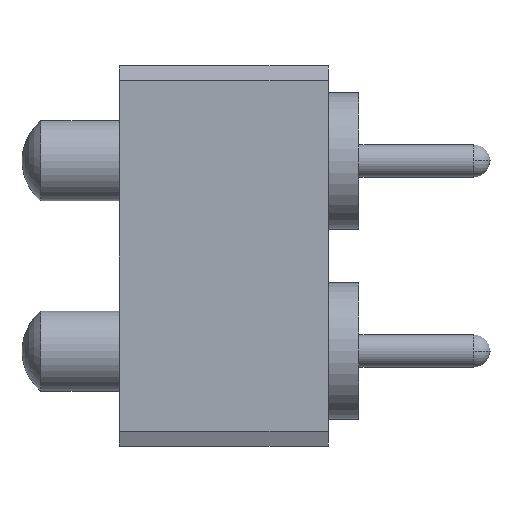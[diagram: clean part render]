
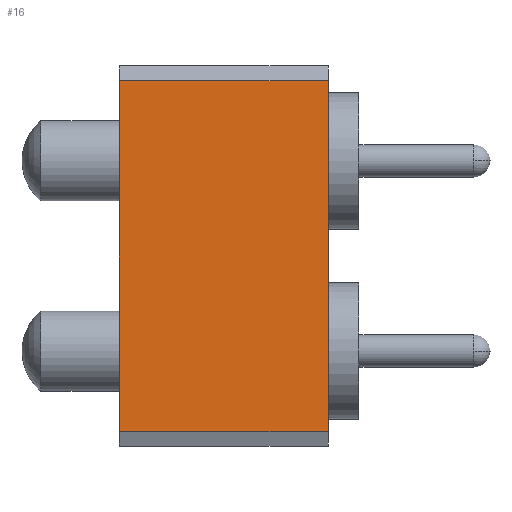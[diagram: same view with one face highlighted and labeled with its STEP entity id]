
A CAD part, left-side view. The second image highlights one B-rep face of the part: STEP entity #16.
In plain terms, the highlighted planar face has unit normal (-1, 0, 0).
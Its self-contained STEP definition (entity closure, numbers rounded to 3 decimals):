
#16 = ADVANCED_FACE ( 'NONE', ( #582 ), #1840, .F. ) ;
#137 = ORIENTED_EDGE ( 'NONE', *, *, #279, .T. ) ;
#161 = CARTESIAN_POINT ( 'NONE',  ( -3.81, 1.395, 2.34 ) ) ;
#199 = VERTEX_POINT ( 'NONE', #161 ) ;
#279 = EDGE_CURVE ( 'NONE', #445, #1126, #465, .T. ) ;
#289 = EDGE_LOOP ( 'NONE', ( #1391, #430, #137, #1905 ) ) ;
#371 = CARTESIAN_POINT ( 'NONE',  ( -3.81, 1.395, 2.54 ) ) ;
#379 = DIRECTION ( 'NONE',  ( 0., 1., 0. ) ) ;
#430 = ORIENTED_EDGE ( 'NONE', *, *, #1812, .F. ) ;
#441 = CARTESIAN_POINT ( 'NONE',  ( -3.81, 1.395, 2.54 ) ) ;
#445 = VERTEX_POINT ( 'NONE', #792 ) ;
#465 = LINE ( 'NONE', #895, #1406 ) ;
#582 = FACE_OUTER_BOUND ( 'NONE', #289, .T. ) ;
#682 = LINE ( 'NONE', #1947, #1450 ) ;
#750 = LINE ( 'NONE', #1384, #1224 ) ;
#792 = CARTESIAN_POINT ( 'NONE',  ( -3.81, -1.395, -2.34 ) ) ;
#895 = CARTESIAN_POINT ( 'NONE',  ( -3.81, -1.395, 2.54 ) ) ;
#980 = DIRECTION ( 'NONE',  ( 0., 0., 1. ) ) ;
#1052 = DIRECTION ( 'NONE',  ( 1., 0., 0. ) ) ;
#1126 = VERTEX_POINT ( 'NONE', #1347 ) ;
#1179 = AXIS2_PLACEMENT_3D ( 'NONE', #441, #1052, #1682 ) ;
#1224 = VECTOR ( 'NONE', #1531, 1000. ) ;
#1347 = CARTESIAN_POINT ( 'NONE',  ( -3.81, -1.395, 2.34 ) ) ;
#1384 = CARTESIAN_POINT ( 'NONE',  ( -3.81, -1.395, 2.34 ) ) ;
#1391 = ORIENTED_EDGE ( 'NONE', *, *, #1462, .F. ) ;
#1406 = VECTOR ( 'NONE', #1845, 1000. ) ;
#1450 = VECTOR ( 'NONE', #379, 1000. ) ;
#1462 = EDGE_CURVE ( 'NONE', #1757, #199, #1476, .T. ) ;
#1476 = LINE ( 'NONE', #371, #1890 ) ;
#1531 = DIRECTION ( 'NONE',  ( 0., 1., 0. ) ) ;
#1577 = EDGE_CURVE ( 'NONE', #1126, #199, #750, .T. ) ;
#1682 = DIRECTION ( 'NONE',  ( 0., 0., -1. ) ) ;
#1750 = CARTESIAN_POINT ( 'NONE',  ( -3.81, 1.395, -2.34 ) ) ;
#1757 = VERTEX_POINT ( 'NONE', #1750 ) ;
#1812 = EDGE_CURVE ( 'NONE', #445, #1757, #682, .T. ) ;
#1840 = PLANE ( 'NONE',  #1179 ) ;
#1845 = DIRECTION ( 'NONE',  ( 0., 0., 1. ) ) ;
#1890 = VECTOR ( 'NONE', #980, 1000. ) ;
#1905 = ORIENTED_EDGE ( 'NONE', *, *, #1577, .T. ) ;
#1947 = CARTESIAN_POINT ( 'NONE',  ( -3.81, -1.395, -2.34 ) ) ;
